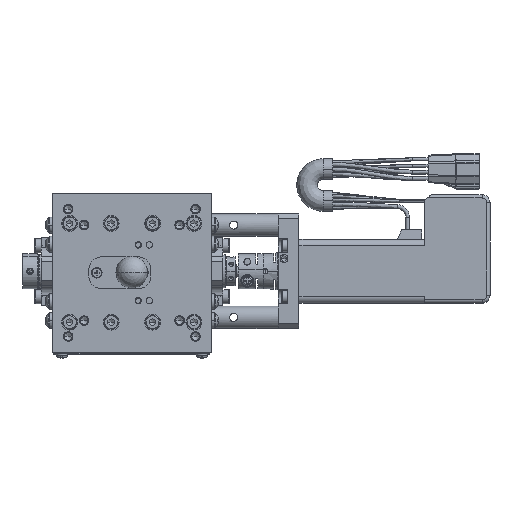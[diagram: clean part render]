
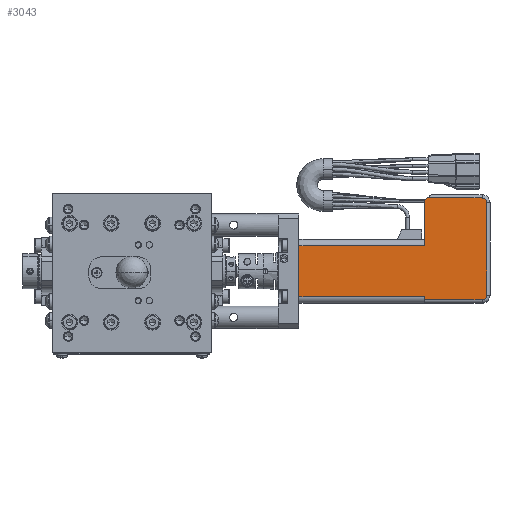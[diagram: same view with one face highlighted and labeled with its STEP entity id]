
A CAD part, top view. The second image highlights one B-rep face of the part: STEP entity #3043.
In plain terms, the highlighted planar face has unit normal (0, 0, 1).
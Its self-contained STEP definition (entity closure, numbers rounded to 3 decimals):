
#3043=ADVANCED_FACE('',(#30924),#30923,.F.);
#30923=PLANE('',#51175);
#30924=FACE_OUTER_BOUND('',#51176,.T.);
#51172=CARTESIAN_POINT('',(46.6,-11.7,16.));
#51173=DIRECTION('',(0.,0.,-1.));
#51174=DIRECTION('',(0.,1.,0.));
#51175=AXIS2_PLACEMENT_3D('',#51172,#51173,#51174);
#51176=EDGE_LOOP('',(#65424,#65425,#65426,#65427,#65428,#65429,#65430,#65431,#65432,#65433,#65434));
#65424=ORIENTED_EDGE('',*,*,#72572,.T.);
#65425=ORIENTED_EDGE('',*,*,#72526,.T.);
#65426=ORIENTED_EDGE('',*,*,#72568,.F.);
#65427=ORIENTED_EDGE('',*,*,#72595,.T.);
#65428=ORIENTED_EDGE('',*,*,#72591,.T.);
#65429=ORIENTED_EDGE('',*,*,#72550,.T.);
#65430=ORIENTED_EDGE('',*,*,#72547,.T.);
#65431=ORIENTED_EDGE('',*,*,#72544,.T.);
#65432=ORIENTED_EDGE('',*,*,#72581,.T.);
#65433=ORIENTED_EDGE('',*,*,#72596,.F.);
#65434=ORIENTED_EDGE('',*,*,#72597,.T.);
#72526=EDGE_CURVE('',#117086,#117128,#117135,.T.);
#72544=EDGE_CURVE('',#117239,#117254,#117261,.T.);
#72547=EDGE_CURVE('',#117267,#117239,#117281,.T.);
#72550=EDGE_CURVE('',#117287,#117267,#117301,.T.);
#72568=EDGE_CURVE('',#117419,#117128,#117420,.T.);
#72572=EDGE_CURVE('',#117446,#117086,#117447,.T.);
#72581=EDGE_CURVE('',#117254,#117505,#117506,.T.);
#72591=EDGE_CURVE('',#117572,#117287,#117573,.T.);
#72595=EDGE_CURVE('',#117419,#117572,#117597,.T.);
#72596=EDGE_CURVE('',#117603,#117505,#117604,.T.);
#72597=EDGE_CURVE('',#117603,#117446,#117610,.T.);
#117086=VERTEX_POINT('',#147943);
#117128=VERTEX_POINT('',#147970);
#117135=LINE('',#147975,#147976);
#117239=VERTEX_POINT('',#148048);
#117254=VERTEX_POINT('',#148059);
#117261=CIRCLE('',#148067,1.5);
#117267=VERTEX_POINT('',#148068);
#117281=LINE('',#148077,#148078);
#117287=VERTEX_POINT('',#148080);
#117301=CIRCLE('',#148093,1.5);
#117419=VERTEX_POINT('',#148164);
#117420=LINE('',#148165,#148166);
#117446=VERTEX_POINT('',#148180);
#117447=LINE('',#148181,#148182);
#117505=VERTEX_POINT('',#148228);
#117506=LINE('',#148229,#148230);
#117572=VERTEX_POINT('',#148270);
#117573=LINE('',#148271,#148272);
#117597=LINE('',#148284,#148285);
#117603=VERTEX_POINT('',#148287);
#117604=LINE('',#148288,#148289);
#117610=LINE('',#148291,#148292);
#147943=CARTESIAN_POINT('',(52.5,8.5,16.));
#147970=CARTESIAN_POINT('',(52.5,-7.5,16.));
#147975=CARTESIAN_POINT('',(52.5,8.5,16.));
#147976=VECTOR('',#147977,16.);
#147977=DIRECTION('',(0.,-1.,0.));
#148048=CARTESIAN_POINT('',(111.5,22.,16.));
#148059=CARTESIAN_POINT('',(110.,23.5,16.));
#148064=CARTESIAN_POINT('',(110.,22.,16.));
#148065=DIRECTION('',(0.,0.,1.));
#148066=DIRECTION('',(-1.,0.,0.));
#148067=AXIS2_PLACEMENT_3D('',#148064,#148065,#148066);
#148068=CARTESIAN_POINT('',(111.5,-7.,16.));
#148077=CARTESIAN_POINT('',(111.5,-7.,16.));
#148078=VECTOR('',#148079,29.);
#148079=DIRECTION('',(0.,1.,0.));
#148080=CARTESIAN_POINT('',(110.,-8.5,16.));
#148090=CARTESIAN_POINT('',(110.,-7.,16.));
#148091=DIRECTION('',(0.,0.,1.));
#148092=DIRECTION('',(0.,1.,0.));
#148093=AXIS2_PLACEMENT_3D('',#148090,#148091,#148092);
#148164=CARTESIAN_POINT('',(92.,-7.5,16.));
#148165=CARTESIAN_POINT('',(92.,-7.5,16.));
#148166=VECTOR('',#148167,39.5);
#148167=DIRECTION('',(-1.,0.,0.));
#148180=CARTESIAN_POINT('',(92.,8.5,16.));
#148181=CARTESIAN_POINT('',(92.,8.5,16.));
#148182=VECTOR('',#148183,39.5);
#148183=DIRECTION('',(-1.,0.,0.));
#148228=CARTESIAN_POINT('',(92.947,23.5,16.));
#148229=CARTESIAN_POINT('',(110.,23.5,16.));
#148230=VECTOR('',#148231,17.053);
#148231=DIRECTION('',(-1.,0.,0.));
#148270=CARTESIAN_POINT('',(92.,-8.5,16.));
#148271=CARTESIAN_POINT('',(92.,-8.5,16.));
#148272=VECTOR('',#148273,18.);
#148273=DIRECTION('',(1.,0.,0.));
#148284=CARTESIAN_POINT('',(92.,-7.5,16.));
#148285=VECTOR('',#148286,1.);
#148286=DIRECTION('',(0.,-1.,0.));
#148287=CARTESIAN_POINT('',(92.,22.6,16.));
#148288=CARTESIAN_POINT('',(92.,22.6,16.));
#148289=VECTOR('',#148290,1.307);
#148290=DIRECTION('',(0.725,0.689,0.));
#148291=CARTESIAN_POINT('',(92.,22.6,16.));
#148292=VECTOR('',#148293,14.1);
#148293=DIRECTION('',(0.,-1.,0.));
